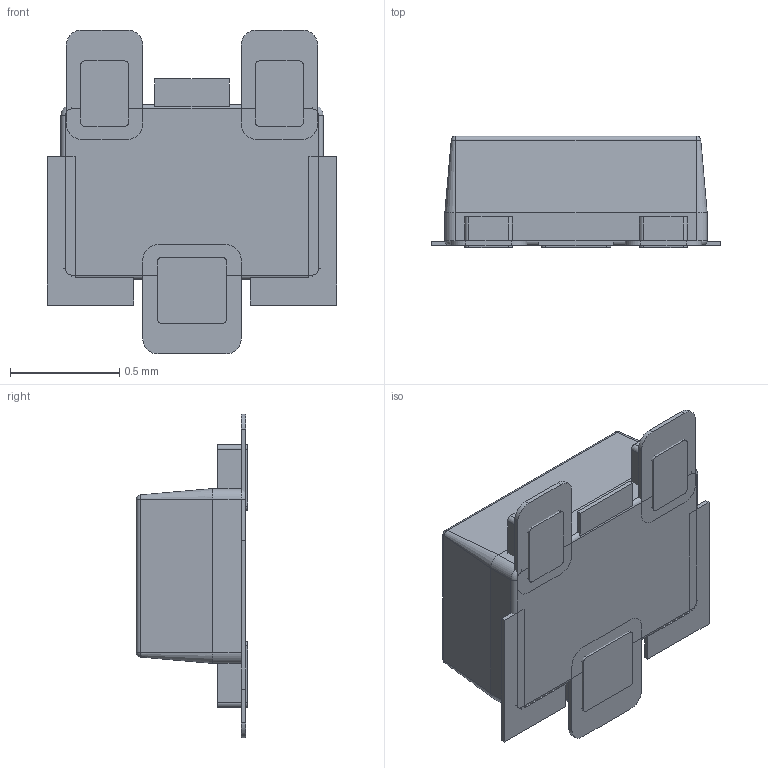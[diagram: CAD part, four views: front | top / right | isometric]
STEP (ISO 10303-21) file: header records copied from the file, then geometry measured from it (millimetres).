
FILE_DESCRIPTION (( 'STEP AP214' ), '1' );
FILE_NAME ('SOT723.STEP', '2022-02-07T07:26:10', ( '' ), ( '' ), 'SwSTEP 2.0', 'SolidWorks 2020', '' );
FILE_SCHEMA (( 'AUTOMOTIVE_DESIGN' ));
Length unit declared in the file: millimetre
Products named in the file (1): SOT723
Bounding box: 1.32 x 0.51 x 1.48 mm (x, y, z)
Volume: 0.5 mm3; surface area: 6.5 mm2
Topology: 10 solids, 10 shells, 198 faces, 489 edges, 318 vertices
Faces by surface type: plane 91, bspline 59, cylinder 36, torus 8, cone 4
Entity records: 10683 total; most frequent: CARTESIAN_POINT 4409, ORIENTED_EDGE 978, DIRECTION 735, EDGE_CURVE 489, VERTEX_POINT 318, VECTOR 287, LINE 287, AXIS2_PLACEMENT_3D 224
